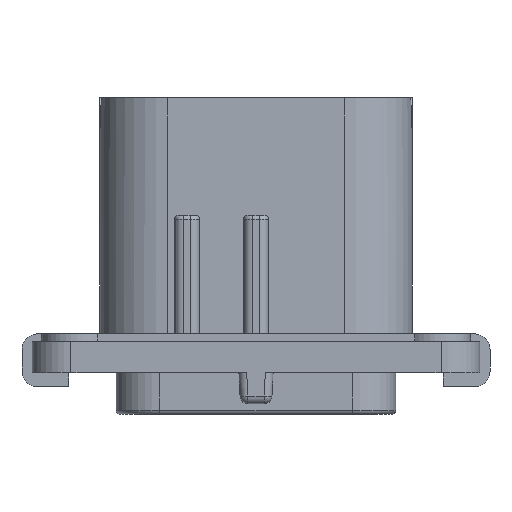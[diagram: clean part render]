
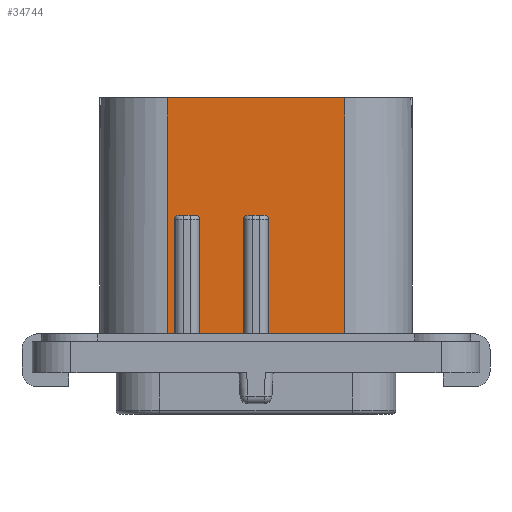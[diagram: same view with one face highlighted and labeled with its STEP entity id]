
A CAD part, front view. The second image highlights one B-rep face of the part: STEP entity #34744.
In plain terms, the highlighted planar face has unit normal (0, -1, 0).
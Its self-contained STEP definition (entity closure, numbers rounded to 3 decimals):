
#1187=DIRECTION('',(1.,0.,0.));
#1188=VECTOR('',#1187,4.9);
#1189=CARTESIAN_POINT('',(0.8,-9.,2.));
#1190=LINE('',#1189,#1188);
#2411=DIRECTION('',(1.,0.,0.));
#2412=VECTOR('',#2411,11.4);
#2413=CARTESIAN_POINT('',(-5.7,-9.,17.67));
#2414=LINE('',#2413,#2412);
#8359=DIRECTION('',(0.,0.,1.));
#8360=VECTOR('',#8359,7.87);
#8361=CARTESIAN_POINT('',(0.8,-9.,2.));
#8362=LINE('',#8361,#8360);
#8363=DIRECTION('',(1.,0.,0.));
#8364=VECTOR('',#8363,1.1);
#8365=CARTESIAN_POINT('',(-0.55,-9.,10.12));
#8366=LINE('',#8365,#8364);
#8367=DIRECTION('',(0.,0.,1.));
#8368=VECTOR('',#8367,7.87);
#8369=CARTESIAN_POINT('',(-0.8,-9.,2.));
#8370=LINE('',#8369,#8368);
#8371=DIRECTION('',(0.,0.,1.));
#8372=VECTOR('',#8371,7.87);
#8373=CARTESIAN_POINT('',(-3.65,-9.,2.));
#8374=LINE('',#8373,#8372);
#8375=DIRECTION('',(1.,0.,0.));
#8376=VECTOR('',#8375,1.1);
#8377=CARTESIAN_POINT('',(-5.,-9.,10.12));
#8378=LINE('',#8377,#8376);
#8379=DIRECTION('',(0.,0.,1.));
#8380=VECTOR('',#8379,7.87);
#8381=CARTESIAN_POINT('',(-5.25,-9.,2.));
#8382=LINE('',#8381,#8380);
#8383=DIRECTION('',(0.,0.,-1.));
#8384=VECTOR('',#8383,15.67);
#8385=CARTESIAN_POINT('',(-5.7,-9.,17.67));
#8386=LINE('',#8385,#8384);
#8387=DIRECTION('',(0.,0.,-1.));
#8388=VECTOR('',#8387,15.67);
#8389=CARTESIAN_POINT('',(5.7,-9.,17.67));
#8390=LINE('',#8389,#8388);
#8404=CARTESIAN_POINT('',(0.55,-9.,9.87));
#8405=DIRECTION('',(0.,1.,0.));
#8406=DIRECTION('',(0.,0.,1.));
#8407=AXIS2_PLACEMENT_3D('',#8404,#8405,#8406);
#8446=CARTESIAN_POINT('',(-0.55,-9.,9.87));
#8447=DIRECTION('',(0.,1.,0.));
#8448=DIRECTION('',(-1.,0.,0.));
#8449=AXIS2_PLACEMENT_3D('',#8446,#8447,#8448);
#8557=DIRECTION('',(1.,0.,0.));
#8558=VECTOR('',#8557,0.45);
#8559=CARTESIAN_POINT('',(-5.7,-9.,2.));
#8560=LINE('',#8559,#8558);
#8569=CARTESIAN_POINT('',(-5.,-9.,9.87));
#8570=DIRECTION('',(0.,1.,0.));
#8571=DIRECTION('',(-1.,0.,0.));
#8572=AXIS2_PLACEMENT_3D('',#8569,#8570,#8571);
#8601=CARTESIAN_POINT('',(-3.9,-9.,9.87));
#8602=DIRECTION('',(0.,1.,0.));
#8603=DIRECTION('',(0.,0.,1.));
#8604=AXIS2_PLACEMENT_3D('',#8601,#8602,#8603);
#8626=DIRECTION('',(1.,0.,0.));
#8627=VECTOR('',#8626,2.85);
#8628=CARTESIAN_POINT('',(-3.65,-9.,2.));
#8629=LINE('',#8628,#8627);
#19559=CARTESIAN_POINT('',(-5.7,-9.,17.67));
#19560=CARTESIAN_POINT('',(-5.7,-9.,2.));
#19561=VERTEX_POINT('',#19559);
#19562=VERTEX_POINT('',#19560);
#19563=CARTESIAN_POINT('',(5.7,-9.,17.67));
#19564=CARTESIAN_POINT('',(5.7,-9.,2.));
#19565=VERTEX_POINT('',#19563);
#19566=VERTEX_POINT('',#19564);
#19721=CARTESIAN_POINT('',(-5.25,-9.,2.));
#19722=VERTEX_POINT('',#19721);
#19723=CARTESIAN_POINT('',(-3.65,-9.,2.));
#19724=CARTESIAN_POINT('',(-0.8,-9.,2.));
#19725=VERTEX_POINT('',#19723);
#19726=VERTEX_POINT('',#19724);
#19727=CARTESIAN_POINT('',(0.8,-9.,2.));
#19728=VERTEX_POINT('',#19727);
#22174=CARTESIAN_POINT('',(-3.65,-9.,9.87));
#22176=VERTEX_POINT('',#22174);
#22178=CARTESIAN_POINT('',(-3.9,-9.,10.12));
#22180=VERTEX_POINT('',#22178);
#22201=CARTESIAN_POINT('',(-5.,-9.,10.12));
#22202=VERTEX_POINT('',#22201);
#22203=CARTESIAN_POINT('',(-5.25,-9.,9.87));
#22204=VERTEX_POINT('',#22203);
#22206=CARTESIAN_POINT('',(0.8,-9.,9.87));
#22208=VERTEX_POINT('',#22206);
#22210=CARTESIAN_POINT('',(0.55,-9.,10.12));
#22212=VERTEX_POINT('',#22210);
#22213=CARTESIAN_POINT('',(-0.55,-9.,10.12));
#22215=VERTEX_POINT('',#22213);
#22217=CARTESIAN_POINT('',(-0.8,-9.,9.87));
#22219=VERTEX_POINT('',#22217);
#34708=CARTESIAN_POINT('',(-10.05,-9.,2.));
#34709=DIRECTION('',(0.,-1.,0.));
#34710=DIRECTION('',(1.,0.,0.));
#34711=AXIS2_PLACEMENT_3D('',#34708,#34709,#34710);
#34712=PLANE('',#34711);
#34714=ORIENTED_EDGE('',*,*,#34713,.T.);
#34716=ORIENTED_EDGE('',*,*,#34715,.F.);
#34718=ORIENTED_EDGE('',*,*,#34717,.F.);
#34720=ORIENTED_EDGE('',*,*,#34719,.F.);
#34722=ORIENTED_EDGE('',*,*,#34721,.F.);
#34724=ORIENTED_EDGE('',*,*,#34723,.F.);
#34726=ORIENTED_EDGE('',*,*,#34725,.T.);
#34728=ORIENTED_EDGE('',*,*,#34727,.F.);
#34730=ORIENTED_EDGE('',*,*,#34729,.F.);
#34732=ORIENTED_EDGE('',*,*,#34731,.F.);
#34734=ORIENTED_EDGE('',*,*,#34733,.F.);
#34736=ORIENTED_EDGE('',*,*,#34735,.F.);
#34738=ORIENTED_EDGE('',*,*,#34737,.F.);
#34739=ORIENTED_EDGE('',*,*,#26379,.T.);
#34740=ORIENTED_EDGE('',*,*,#26348,.T.);
#34741=ORIENTED_EDGE('',*,*,#25609,.F.);
#34742=EDGE_LOOP('',(#34714,#34716,#34718,#34720,#34722,#34724,#34726,#34728,
#34730,#34732,#34734,#34736,#34738,#34739,#34740,#34741));
#34743=FACE_OUTER_BOUND('',#34742,.F.);
#34744=ADVANCED_FACE('',(#34743),#34712,.T.);
#8408=CIRCLE('',#8407,0.25);
#8450=CIRCLE('',#8449,0.25);
#8573=CIRCLE('',#8572,0.25);
#8605=CIRCLE('',#8604,0.25);
#25609=EDGE_CURVE('',#19728,#19566,#1190,.T.);
#26348=EDGE_CURVE('',#19565,#19566,#8390,.T.);
#26379=EDGE_CURVE('',#19561,#19565,#2414,.T.);
#34713=EDGE_CURVE('',#19728,#22208,#8362,.T.);
#34715=EDGE_CURVE('',#22212,#22208,#8408,.T.);
#34717=EDGE_CURVE('',#22215,#22212,#8366,.T.);
#34719=EDGE_CURVE('',#22219,#22215,#8450,.T.);
#34721=EDGE_CURVE('',#19726,#22219,#8370,.T.);
#34723=EDGE_CURVE('',#19725,#19726,#8629,.T.);
#34725=EDGE_CURVE('',#19725,#22176,#8374,.T.);
#34727=EDGE_CURVE('',#22180,#22176,#8605,.T.);
#34729=EDGE_CURVE('',#22202,#22180,#8378,.T.);
#34731=EDGE_CURVE('',#22204,#22202,#8573,.T.);
#34733=EDGE_CURVE('',#19722,#22204,#8382,.T.);
#34735=EDGE_CURVE('',#19562,#19722,#8560,.T.);
#34737=EDGE_CURVE('',#19561,#19562,#8386,.T.);
